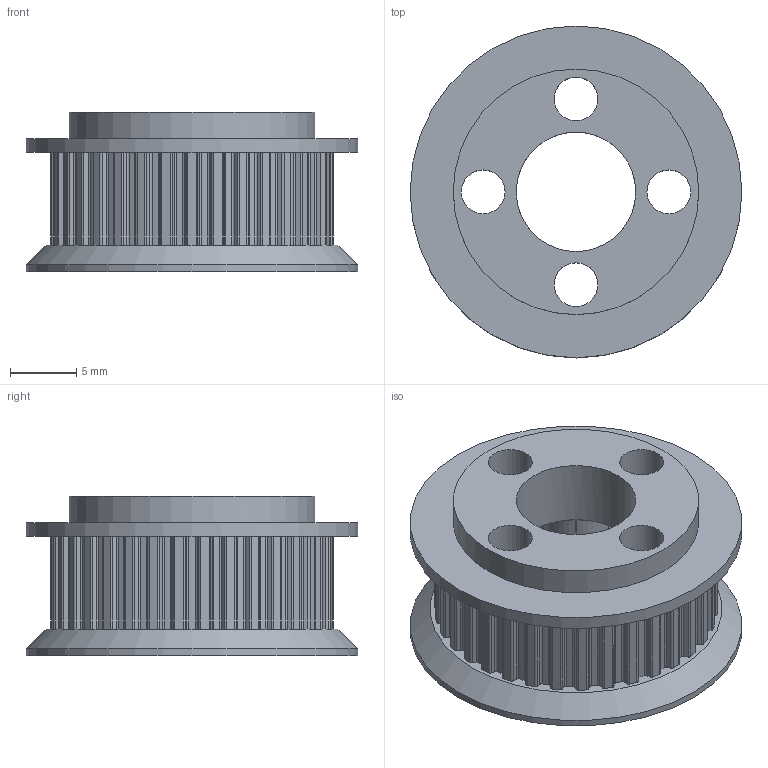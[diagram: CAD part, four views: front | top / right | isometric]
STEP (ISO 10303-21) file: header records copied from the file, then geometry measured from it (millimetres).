
FILE_DESCRIPTION(/* description */ (''),/* implementation_level */ '2;1');
FILE_NAME(/* name */ 'UA-05_ServoPulley.step',/* time_stamp */ '2026-02-13T13:53:01+01:00',/* author */ (''),/* organization */ (''),/* preprocessor_version */ 'ST-DEVELOPER v20.1',/* originating_system */ 'Autodesk Translation Framework v14.24.0.0',/* authorisation */ '');
FILE_SCHEMA (('AUTOMOTIVE_DESIGN { 1 0 10303 214 3 1 1 }'));
Length unit declared in the file: millimetre
Products named in the file (1): UA-05_ServoPulley
Bounding box: 25 x 25 x 12 mm (x, y, z)
Volume: 2658.9 mm3; surface area: 2777.8 mm2
Topology: 1 solids, 1 shells, 302 faces, 890 edges, 593 vertices
Faces by surface type: cylinder 190, plane 111, cone 1
Full cylindrical faces by diameter (mm): 3.3 x4, 9 x1, 18.5 x1, 25 x2
Entity records: 10288 total; most frequent: DIRECTION 1885, CARTESIAN_POINT 1786, ORIENTED_EDGE 1780, EDGE_CURVE 890, AXIS2_PLACEMENT_3D 692, VERTEX_POINT 593, LINE 501, VECTOR 501
